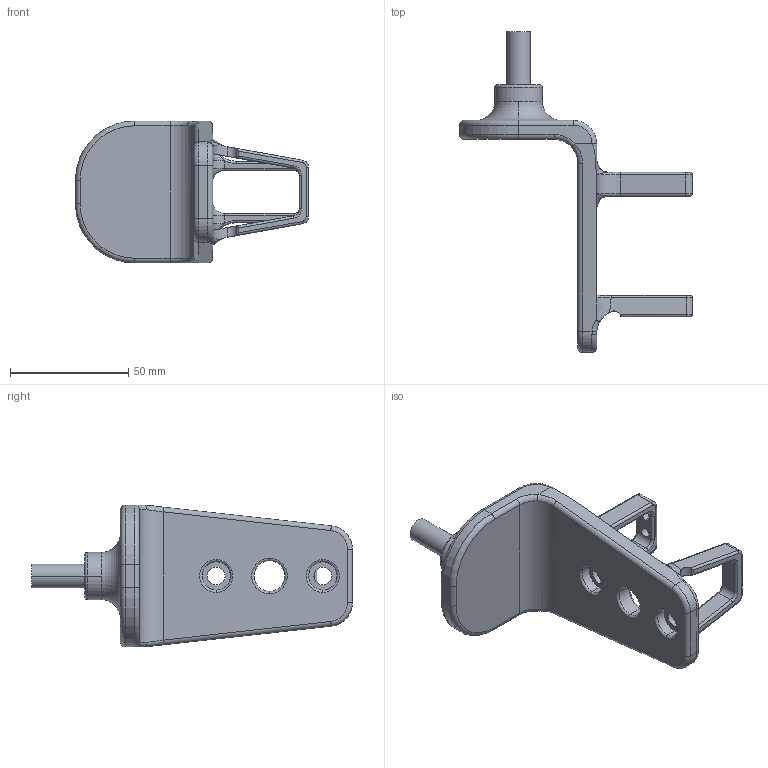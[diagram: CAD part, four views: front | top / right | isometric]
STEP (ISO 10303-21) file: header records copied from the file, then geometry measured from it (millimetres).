
FILE_DESCRIPTION (( 'STEP AP214' ), '1' );
FILE_NAME ('bracket step.STEP', '2024-11-20T11:52:46', ( '' ), ( '' ), 'SwSTEP 2.0', 'SolidWorks 2023', '' );
FILE_SCHEMA (( 'AUTOMOTIVE_DESIGN' ));
Length unit declared in the file: millimetre
Products named in the file (1): bracket step
Bounding box: 98.5 x 135.5 x 60 mm (x, y, z)
Volume: 74054.9 mm3; surface area: 23943 mm2
Topology: 1 solids, 1 shells, 182 faces, 442 edges, 260 vertices
Faces by surface type: cylinder 86, torus 48, plane 34, bspline 14
Entity records: 5895 total; most frequent: CARTESIAN_POINT 1639, DIRECTION 944, ORIENTED_EDGE 876, EDGE_CURVE 438, AXIS2_PLACEMENT_3D 393, VERTEX_POINT 260, CIRCLE 224, EDGE_LOOP 198
